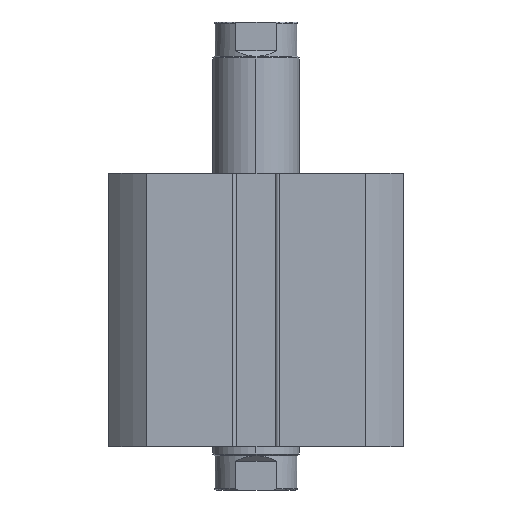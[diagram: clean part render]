
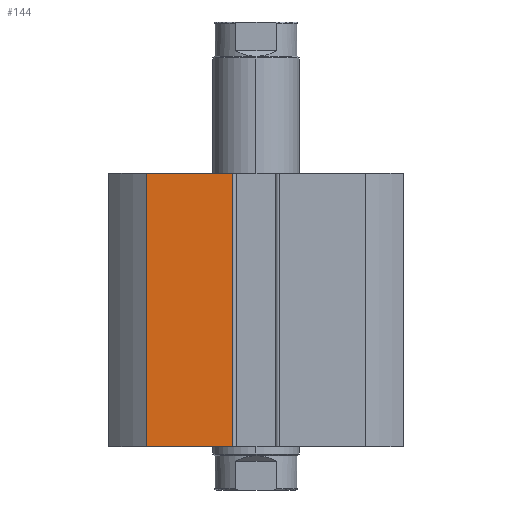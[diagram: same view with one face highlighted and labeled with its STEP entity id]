
A CAD part, front view. The second image highlights one B-rep face of the part: STEP entity #144.
In plain terms, the highlighted planar face has unit normal (0, -1, 0).
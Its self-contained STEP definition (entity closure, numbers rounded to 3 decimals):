
#144 = ADVANCED_FACE ( 'NONE', ( #5540 ), #1618, .F. ) ;
#591 = CARTESIAN_POINT ( 'NONE',  ( -15.166, -20.5, 0. ) ) ;
#592 = CARTESIAN_POINT ( 'NONE',  ( -3.2, -20.5, 0. ) ) ;
#642 = CARTESIAN_POINT ( 'NONE',  ( -15.166, -20.5, 38. ) ) ;
#644 = CARTESIAN_POINT ( 'NONE',  ( -3.2, -20.5, 38. ) ) ;
#1200 = CARTESIAN_POINT ( 'NONE',  ( -15.166, -20.5, 0. ) ) ;
#1206 = DIRECTION ( 'NONE',  ( 0., 0., 1. ) ) ;
#1207 = CARTESIAN_POINT ( 'NONE',  ( -3.2, -20.5, 38. ) ) ;
#1216 = DIRECTION ( 'NONE',  ( 0., 0., 1. ) ) ;
#1248 = CARTESIAN_POINT ( 'NONE',  ( -20.5, -20.5, 0. ) ) ;
#1249 = DIRECTION ( 'NONE',  ( 1., 0., 0. ) ) ;
#1402 = CARTESIAN_POINT ( 'NONE',  ( -20.5, -20.5, 38. ) ) ;
#1403 = DIRECTION ( 'NONE',  ( 1., 0., 0. ) ) ;
#1601 = CARTESIAN_POINT ( 'NONE',  ( -20.5, -20.5, 38. ) ) ;
#1610 = DIRECTION ( 'NONE',  ( 0., 1., 0. ) ) ;
#1611 = DIRECTION ( 'NONE',  ( 0., 0., 1. ) ) ;
#1618 = PLANE ( 'NONE',  #4772 ) ;
#1927 = VERTEX_POINT ( 'NONE', #591 ) ;
#1928 = VERTEX_POINT ( 'NONE', #592 ) ;
#1978 = VERTEX_POINT ( 'NONE', #642 ) ;
#1980 = VERTEX_POINT ( 'NONE', #644 ) ;
#2511 = EDGE_LOOP ( 'NONE', ( #3882, #4082, #4080, #3858 ) ) ;
#2829 = LINE ( 'NONE', #1402, #2834 ) ;
#2834 = VECTOR ( 'NONE', #1403, 1000. ) ;
#3858 = ORIENTED_EDGE ( 'NONE', *, *, #4485, .F. ) ;
#3882 = ORIENTED_EDGE ( 'NONE', *, *, #4401, .F. ) ;
#4080 = ORIENTED_EDGE ( 'NONE', *, *, #4405, .T. ) ;
#4082 = ORIENTED_EDGE ( 'NONE', *, *, #4420, .T. ) ;
#4401 = EDGE_CURVE ( 'NONE', #1927, #1978, #6042, .T. ) ;
#4405 = EDGE_CURVE ( 'NONE', #1928, #1980, #6056, .T. ) ;
#4420 = EDGE_CURVE ( 'NONE', #1927, #1928, #6076, .T. ) ;
#4485 = EDGE_CURVE ( 'NONE', #1978, #1980, #2829, .T. ) ;
#4772 = AXIS2_PLACEMENT_3D ( 'NONE', #1601, #1610, #1611 ) ;
#5540 = FACE_OUTER_BOUND ( 'NONE', #2511, .T. ) ;
#6042 = LINE ( 'NONE', #1200, #6050 ) ;
#6050 = VECTOR ( 'NONE', #1206, 1000. ) ;
#6052 = VECTOR ( 'NONE', #1216, 1000. ) ;
#6056 = LINE ( 'NONE', #1207, #6052 ) ;
#6076 = LINE ( 'NONE', #1248, #6077 ) ;
#6077 = VECTOR ( 'NONE', #1249, 1000. ) ;
